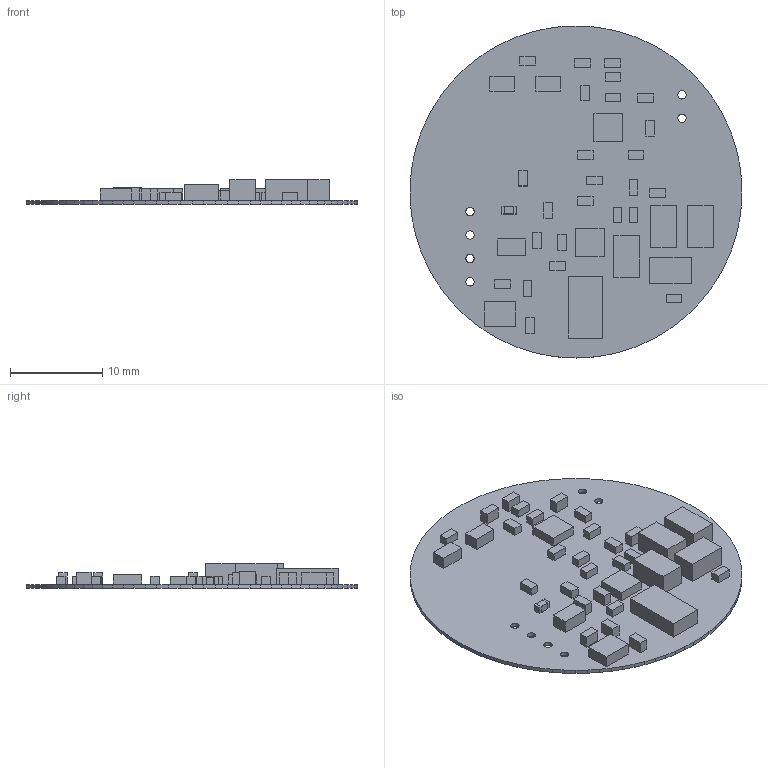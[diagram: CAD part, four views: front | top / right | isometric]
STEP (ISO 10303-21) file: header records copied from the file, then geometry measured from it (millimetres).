
FILE_DESCRIPTION(('Open CASCADE Model'),'2;1');
FILE_NAME('Open CASCADE Shape Model','2015-07-03T01:22:04',('Author'),( 'Open CASCADE'),'Open CASCADE STEP processor 6.5','Open CASCADE 6.5' ,'Unknown');
FILE_SCHEMA(('AUTOMOTIVE_DESIGN { 1 0 10303 214 1 1 1 1 }'));
Length unit declared in the file: millimetre
Products named in the file (64): PCB; Board; L1; 742792623; Lötende; U4; 725143568; Extruded; U3; 725143696; U2; 725144080; U1; R18; 725141648; R17; 725144208; R16; R15; R13; R12; R11; R10; R9; R8; R7; R6; R5; R4; R2; C10; 725143312; C9; 725144336; C7; 725143440; C6; C3; C2; C5 ...
Assembly tree (89 placements, depth 4):
  PCB
    Board
    L1
      742792623
        742792623
        Lötende  x2
    U4
      725143568
        Extruded
    U3
      725143696
        Extruded
    U2
      725144080
        Extruded
    U1
      725144080
        Extruded
    R18
      725141648
        Extruded
    R17
      725144208
        Extruded
    R16
      725144208
        Extruded
    R15
      725141648
        Extruded
    R13
      725141648
        Extruded
    R12
      725144208
        Extruded
    R11
      725141648
        Extruded
    R10
      725141648
        Extruded
    R9
      725144208
        Extruded
    R8
      725141648
        Extruded
    R7
      725144208
        Extruded
    R6
      725141648
        Extruded
    R5
      725144208
        Extruded
    R4
      725144208
        Extruded
Bounding box: 36.02 x 36.02 x 2.7 mm (x, y, z)
Volume: 672 mm3; surface area: 2797.5 mm2
Topology: 40 solids, 40 shells, 358 faces, 818 edges, 532 vertices
Faces by surface type: plane 324, cylinder 26, sphere 8
Full cylindrical faces by diameter (mm): 0.9 x6
Entity records: 13355 total; most frequent: CARTESIAN_POINT 2261, DIRECTION 1946, LINE 1302, VECTOR 1302, ORIENTED_EDGE 948, PCURVE 948, DEFINITIONAL_REPRESENTATION 948, EDGE_CURVE 474
